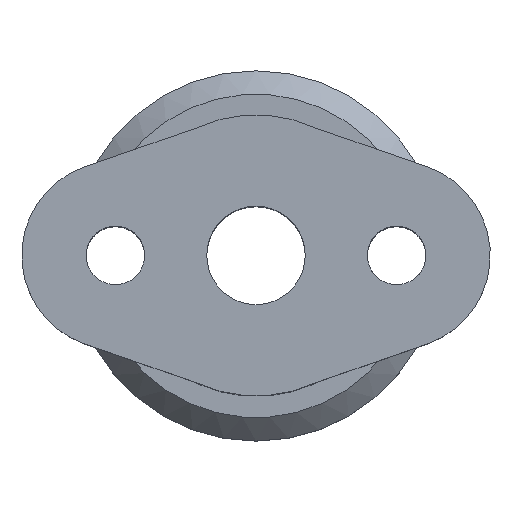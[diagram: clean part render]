
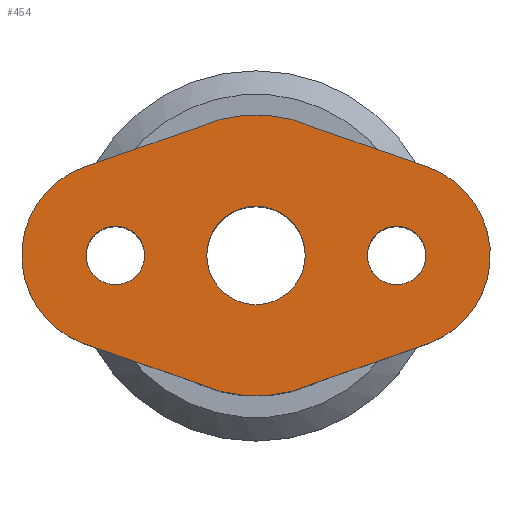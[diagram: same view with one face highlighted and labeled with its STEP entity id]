
A CAD part, top view. The second image highlights one B-rep face of the part: STEP entity #454.
In plain terms, the highlighted planar face has unit normal (0, 0, 1).
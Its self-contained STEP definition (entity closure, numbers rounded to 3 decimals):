
#21=FACE_BOUND('',#75,.T.);
#22=FACE_BOUND('',#76,.T.);
#23=FACE_BOUND('',#77,.T.);
#48=FACE_OUTER_BOUND('',#74,.T.);
#74=EDGE_LOOP('',(#338,#339,#340,#341,#342,#343,#344,#345));
#75=EDGE_LOOP('',(#346));
#76=EDGE_LOOP('',(#347));
#77=EDGE_LOOP('',(#348));
#102=LINE('',#725,#131);
#106=LINE('',#735,#135);
#111=LINE('',#757,#140);
#112=LINE('',#761,#141);
#131=VECTOR('',#574,10.);
#135=VECTOR('',#584,10.);
#140=VECTOR('',#607,10.);
#141=VECTOR('',#612,10.);
#164=CIRCLE('',#497,4.);
#170=CIRCLE('',#508,4.);
#171=CIRCLE('',#509,6.);
#172=CIRCLE('',#510,6.);
#173=CIRCLE('',#511,2.1);
#174=CIRCLE('',#512,1.25);
#175=CIRCLE('',#513,1.25);
#203=VERTEX_POINT('',#722);
#204=VERTEX_POINT('',#724);
#205=VERTEX_POINT('',#728);
#206=VERTEX_POINT('',#732);
#207=VERTEX_POINT('',#734);
#214=VERTEX_POINT('',#755);
#215=VERTEX_POINT('',#756);
#216=VERTEX_POINT('',#760);
#217=VERTEX_POINT('',#763);
#218=VERTEX_POINT('',#765);
#219=VERTEX_POINT('',#767);
#248=EDGE_CURVE('',#204,#203,#102,.T.);
#251=EDGE_CURVE('',#203,#205,#164,.T.);
#253=EDGE_CURVE('',#207,#206,#106,.T.);
#263=EDGE_CURVE('',#214,#215,#111,.T.);
#264=EDGE_CURVE('',#215,#207,#170,.T.);
#265=EDGE_CURVE('',#206,#204,#171,.T.);
#266=EDGE_CURVE('',#205,#216,#112,.T.);
#267=EDGE_CURVE('',#216,#214,#172,.T.);
#268=EDGE_CURVE('',#217,#217,#173,.T.);
#269=EDGE_CURVE('',#218,#218,#174,.T.);
#270=EDGE_CURVE('',#219,#219,#175,.T.);
#338=ORIENTED_EDGE('',*,*,#263,.T.);
#339=ORIENTED_EDGE('',*,*,#264,.T.);
#340=ORIENTED_EDGE('',*,*,#253,.T.);
#341=ORIENTED_EDGE('',*,*,#265,.T.);
#342=ORIENTED_EDGE('',*,*,#248,.T.);
#343=ORIENTED_EDGE('',*,*,#251,.T.);
#344=ORIENTED_EDGE('',*,*,#266,.T.);
#345=ORIENTED_EDGE('',*,*,#267,.T.);
#346=ORIENTED_EDGE('',*,*,#268,.T.);
#347=ORIENTED_EDGE('',*,*,#269,.T.);
#348=ORIENTED_EDGE('',*,*,#270,.T.);
#441=PLANE('',#507);
#454=ADVANCED_FACE('',(#48,#21,#22,#23),#441,.T.);
#497=AXIS2_PLACEMENT_3D('',#730,#579,#580);
#507=AXIS2_PLACEMENT_3D('',#754,#605,#606);
#508=AXIS2_PLACEMENT_3D('',#758,#608,#609);
#509=AXIS2_PLACEMENT_3D('',#759,#610,#611);
#510=AXIS2_PLACEMENT_3D('',#762,#613,#614);
#511=AXIS2_PLACEMENT_3D('',#764,#615,#616);
#512=AXIS2_PLACEMENT_3D('',#766,#617,#618);
#513=AXIS2_PLACEMENT_3D('',#768,#619,#620);
#574=DIRECTION('',(0.944,0.329,0.));
#579=DIRECTION('center_axis',(0.,0.,1.));
#580=DIRECTION('ref_axis',(1.,0.,0.));
#584=DIRECTION('',(0.944,-0.329,0.));
#605=DIRECTION('center_axis',(0.,0.,1.));
#606=DIRECTION('ref_axis',(1.,0.,0.));
#607=DIRECTION('',(-0.944,-0.329,0.));
#608=DIRECTION('center_axis',(0.,0.,1.));
#609=DIRECTION('ref_axis',(1.,0.,0.));
#610=DIRECTION('center_axis',(0.,0.,1.));
#611=DIRECTION('ref_axis',(1.,0.,0.));
#612=DIRECTION('',(-0.944,0.329,0.));
#613=DIRECTION('center_axis',(0.,0.,1.));
#614=DIRECTION('ref_axis',(1.,0.,0.));
#615=DIRECTION('center_axis',(0.,0.,-1.));
#616=DIRECTION('ref_axis',(1.,0.,0.));
#617=DIRECTION('center_axis',(0.,0.,-1.));
#618=DIRECTION('ref_axis',(1.,0.,0.));
#619=DIRECTION('center_axis',(0.,0.,-1.));
#620=DIRECTION('ref_axis',(1.,0.,0.));
#722=CARTESIAN_POINT('',(19.815,-10.278,7.));
#724=CARTESIAN_POINT('',(15.008,-11.951,7.));
#725=CARTESIAN_POINT('',(15.008,-11.951,7.));
#728=CARTESIAN_POINT('',(19.815,-2.722,7.));
#730=CARTESIAN_POINT('Origin',(18.5,-6.5,7.));
#732=CARTESIAN_POINT('',(9.992,-11.951,7.));
#734=CARTESIAN_POINT('',(5.185,-10.278,7.));
#735=CARTESIAN_POINT('',(9.992,-11.951,7.));
#754=CARTESIAN_POINT('Origin',(12.5,-6.5,7.));
#755=CARTESIAN_POINT('',(9.992,-1.049,7.));
#756=CARTESIAN_POINT('',(5.185,-2.722,7.));
#757=CARTESIAN_POINT('',(9.992,-1.049,7.));
#758=CARTESIAN_POINT('Origin',(6.5,-6.5,7.));
#759=CARTESIAN_POINT('Origin',(12.5,-6.5,7.));
#760=CARTESIAN_POINT('',(15.008,-1.049,7.));
#761=CARTESIAN_POINT('',(15.008,-1.049,7.));
#762=CARTESIAN_POINT('Origin',(12.5,-6.5,7.));
#763=CARTESIAN_POINT('',(10.4,-6.5,7.));
#764=CARTESIAN_POINT('Origin',(12.5,-6.5,7.));
#765=CARTESIAN_POINT('',(17.25,-6.5,7.));
#766=CARTESIAN_POINT('Origin',(18.5,-6.5,7.));
#767=CARTESIAN_POINT('',(5.25,-6.5,7.));
#768=CARTESIAN_POINT('Origin',(6.5,-6.5,7.));
